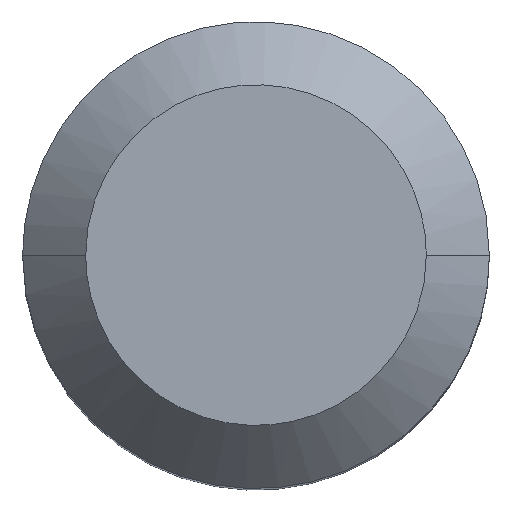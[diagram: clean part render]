
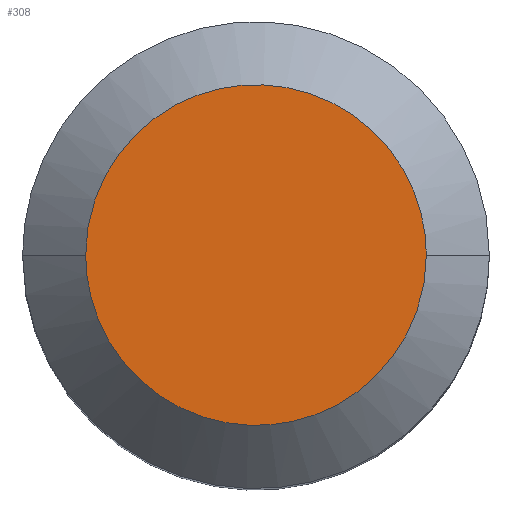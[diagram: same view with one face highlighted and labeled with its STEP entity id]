
A CAD part, top view. The second image highlights one B-rep face of the part: STEP entity #308.
In plain terms, the highlighted planar face has unit normal (0, 0, 1).
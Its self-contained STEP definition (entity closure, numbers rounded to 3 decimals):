
#22 = VERTEX_POINT('',#23);
#23 = CARTESIAN_POINT('',(421.3,195.,
    41.1));
#31 = ( BOUNDED_SURFACE() B_SPLINE_SURFACE(2,1,(
    (#32,#33)
    ,(#34,#35)
    ,(#36,#37)
    ,(#38,#39)
,(#40,#41
    )),.UNSPECIFIED.,.F.,.F.,.F.) B_SPLINE_SURFACE_WITH_KNOTS((3,2,3),(2
    ,2),(0.,1.571,3.142),(0.,5.926),
.UNSPECIFIED.) GEOMETRIC_REPRESENTATION_ITEM() RATIONAL_B_SPLINE_SURFACE
((
    (1.,1.)
    ,(0.707,0.707)
    ,(1.,1.)
    ,(0.707,0.707)
,(1.,1.))) REPRESENTATION_ITEM('') SURFACE() );
#32 = CARTESIAN_POINT('',(424.,195.,
    43.8));
#33 = CARTESIAN_POINT('',(428.19,195.,
    39.61));
#34 = CARTESIAN_POINT('',(424.,195.,
    43.8));
#35 = CARTESIAN_POINT('',(428.19,190.81,
    39.61));
#36 = CARTESIAN_POINT('',(424.,195.,
    43.8));
#37 = CARTESIAN_POINT('',(424.,190.81,
    39.61));
#38 = CARTESIAN_POINT('',(424.,195.,
    43.8));
#39 = CARTESIAN_POINT('',(419.81,190.81,
    39.61));
#40 = CARTESIAN_POINT('',(424.,195.,
    43.8));
#41 = CARTESIAN_POINT('',(419.81,195.,
    39.61));
#71 = ( BOUNDED_SURFACE() B_SPLINE_SURFACE(2,1,(
    (#72,#73)
    ,(#74,#75)
    ,(#76,#77)
    ,(#78,#79)
,(#80,#81
    )),.UNSPECIFIED.,.F.,.F.,.F.) B_SPLINE_SURFACE_WITH_KNOTS((3,2,3),(2
    ,2),(3.142,4.712,6.283),(0.,5.926)
,.PIECEWISE_BEZIER_KNOTS.) GEOMETRIC_REPRESENTATION_ITEM() 
RATIONAL_B_SPLINE_SURFACE((
    (1.,1.)
    ,(0.707,0.707)
    ,(1.,1.)
    ,(0.707,0.707)
,(1.,1.))) REPRESENTATION_ITEM('') SURFACE() );
#72 = CARTESIAN_POINT('',(424.,195.,
    43.8));
#73 = CARTESIAN_POINT('',(419.81,195.,
    39.61));
#74 = CARTESIAN_POINT('',(424.,195.,
    43.8));
#75 = CARTESIAN_POINT('',(419.81,199.19,
    39.61));
#76 = CARTESIAN_POINT('',(424.,195.,
    43.8));
#77 = CARTESIAN_POINT('',(424.,199.19,
    39.61));
#78 = CARTESIAN_POINT('',(424.,195.,
    43.8));
#79 = CARTESIAN_POINT('',(428.19,199.19,
    39.61));
#80 = CARTESIAN_POINT('',(424.,195.,
    43.8));
#81 = CARTESIAN_POINT('',(428.19,195.,
    39.61));
#192 = VERTEX_POINT('',#193);
#193 = CARTESIAN_POINT('',(426.7,195.,
    41.1));
#257 = EDGE_CURVE('',#192,#22,#258,.T.);
#258 = SURFACE_CURVE('',#259,(#265,#294),.PCURVE_S1.);
#259 = ( BOUNDED_CURVE() B_SPLINE_CURVE(2,(#260,#261,#262,#263,#264),
.UNSPECIFIED.,.F.,.F.) B_SPLINE_CURVE_WITH_KNOTS((3,2,3),(
    -16.965,-12.723,-8.482),.UNSPECIFIED.) 
CURVE() GEOMETRIC_REPRESENTATION_ITEM() RATIONAL_B_SPLINE_CURVE((1.,
0.707,1.,0.707,1.)) REPRESENTATION_ITEM('') );
#260 = CARTESIAN_POINT('',(426.7,195.,
    41.1));
#261 = CARTESIAN_POINT('',(426.7,192.3,
    41.1));
#262 = CARTESIAN_POINT('',(424.,192.3,
    41.1));
#263 = CARTESIAN_POINT('',(421.3,192.3,
    41.1));
#264 = CARTESIAN_POINT('',(421.3,195.,
    41.1));
#265 = PCURVE('',#31,#266);
#266 = DEFINITIONAL_REPRESENTATION('',(#267),#293);
#267 = B_SPLINE_CURVE_WITH_KNOTS('',3,(#268,#269,#270,#271,#272,#273,
    #274,#275,#276,#277,#278,#279,#280,#281,#282,#283,#284,#285,#286,
    #287,#288,#289,#290,#291,#292),.UNSPECIFIED.,.F.,.F.,(4,1,1,1,1,1,1,
    1,1,1,1,1,1,1,1,1,1,1,1,1,1,1,4),(-16.965,-16.579,
    -16.193,-15.808,-15.422,-15.037,
    -14.651,-14.266,-13.88,-13.495,
    -13.109,-12.723,-12.338,-11.952,
    -11.567,-11.181,-10.796,-10.41,
    -10.025,-9.639,-9.253,-8.868,
    -8.482),.QUASI_UNIFORM_KNOTS.);
#268 = CARTESIAN_POINT('',(0.,3.818));
#269 = CARTESIAN_POINT('',(0.048,3.818));
#270 = CARTESIAN_POINT('',(0.143,3.818));
#271 = CARTESIAN_POINT('',(0.286,3.818));
#272 = CARTESIAN_POINT('',(0.428,3.818));
#273 = CARTESIAN_POINT('',(0.571,3.818));
#274 = CARTESIAN_POINT('',(0.714,3.818));
#275 = CARTESIAN_POINT('',(0.857,3.818));
#276 = CARTESIAN_POINT('',(1.,3.818));
#277 = CARTESIAN_POINT('',(1.142,3.818));
#278 = CARTESIAN_POINT('',(1.285,3.818));
#279 = CARTESIAN_POINT('',(1.428,3.818));
#280 = CARTESIAN_POINT('',(1.571,3.818));
#281 = CARTESIAN_POINT('',(1.714,3.818));
#282 = CARTESIAN_POINT('',(1.856,3.818));
#283 = CARTESIAN_POINT('',(1.999,3.818));
#284 = CARTESIAN_POINT('',(2.142,3.818));
#285 = CARTESIAN_POINT('',(2.285,3.818));
#286 = CARTESIAN_POINT('',(2.428,3.818));
#287 = CARTESIAN_POINT('',(2.57,3.818));
#288 = CARTESIAN_POINT('',(2.713,3.818));
#289 = CARTESIAN_POINT('',(2.856,3.818));
#290 = CARTESIAN_POINT('',(2.999,3.818));
#291 = CARTESIAN_POINT('',(3.094,3.818));
#292 = CARTESIAN_POINT('',(3.142,3.818));
#293 = ( GEOMETRIC_REPRESENTATION_CONTEXT(2) 
PARAMETRIC_REPRESENTATION_CONTEXT() REPRESENTATION_CONTEXT('2D SPACE',''
  ) );
#294 = PCURVE('',#295,#300);
#295 = PLANE('',#296);
#296 = AXIS2_PLACEMENT_3D('',#297,#298,#299);
#297 = CARTESIAN_POINT('',(427.36,198.36,
    41.1));
#298 = DIRECTION('',(0.,0.,1.));
#299 = DIRECTION('',(-1.,0.,0.));
#300 = DEFINITIONAL_REPRESENTATION('',(#301),#307);
#301 = ( BOUNDED_CURVE() B_SPLINE_CURVE(2,(#302,#303,#304,#305,#306),
.UNSPECIFIED.,.F.,.F.) B_SPLINE_CURVE_WITH_KNOTS((3,2,3),(
    -16.965,-12.723,-8.482),.UNSPECIFIED.) 
CURVE() GEOMETRIC_REPRESENTATION_ITEM() RATIONAL_B_SPLINE_CURVE((1.,
0.707,1.,0.707,1.)) REPRESENTATION_ITEM('') );
#302 = CARTESIAN_POINT('',(0.66,3.36));
#303 = CARTESIAN_POINT('',(0.66,6.06));
#304 = CARTESIAN_POINT('',(3.36,6.06));
#305 = CARTESIAN_POINT('',(6.06,6.06));
#306 = CARTESIAN_POINT('',(6.06,3.36));
#307 = ( GEOMETRIC_REPRESENTATION_CONTEXT(2) 
PARAMETRIC_REPRESENTATION_CONTEXT() REPRESENTATION_CONTEXT('2D SPACE',''
  ) );
#308 = ADVANCED_FACE('',(#309),#295,.T.);
#309 = FACE_BOUND('',#310,.T.);
#310 = EDGE_LOOP('',(#311,#358));
#311 = ORIENTED_EDGE('',*,*,#312,.F.);
#312 = EDGE_CURVE('',#22,#192,#313,.T.);
#313 = SURFACE_CURVE('',#314,(#320,#329),.PCURVE_S1.);
#314 = ( BOUNDED_CURVE() B_SPLINE_CURVE(2,(#315,#316,#317,#318,#319),
.UNSPECIFIED.,.F.,.F.) B_SPLINE_CURVE_WITH_KNOTS((3,2,3),(
-8.482,-4.241,0.),.PIECEWISE_BEZIER_KNOTS.) CURVE() 
GEOMETRIC_REPRESENTATION_ITEM() RATIONAL_B_SPLINE_CURVE((1.,
0.707,1.,0.707,1.)) REPRESENTATION_ITEM('') );
#315 = CARTESIAN_POINT('',(421.3,195.,
    41.1));
#316 = CARTESIAN_POINT('',(421.3,197.7,
    41.1));
#317 = CARTESIAN_POINT('',(424.,197.7,
    41.1));
#318 = CARTESIAN_POINT('',(426.7,197.7,
    41.1));
#319 = CARTESIAN_POINT('',(426.7,195.,
    41.1));
#320 = PCURVE('',#295,#321);
#321 = DEFINITIONAL_REPRESENTATION('',(#322),#328);
#322 = ( BOUNDED_CURVE() B_SPLINE_CURVE(2,(#323,#324,#325,#326,#327),
.UNSPECIFIED.,.F.,.F.) B_SPLINE_CURVE_WITH_KNOTS((3,2,3),(
-8.482,-4.241,0.),.PIECEWISE_BEZIER_KNOTS.) CURVE() 
GEOMETRIC_REPRESENTATION_ITEM() RATIONAL_B_SPLINE_CURVE((1.,
0.707,1.,0.707,1.)) REPRESENTATION_ITEM('') );
#323 = CARTESIAN_POINT('',(6.06,3.36));
#324 = CARTESIAN_POINT('',(6.06,0.66));
#325 = CARTESIAN_POINT('',(3.36,0.66));
#326 = CARTESIAN_POINT('',(0.66,0.66));
#327 = CARTESIAN_POINT('',(0.66,3.36));
#328 = ( GEOMETRIC_REPRESENTATION_CONTEXT(2) 
PARAMETRIC_REPRESENTATION_CONTEXT() REPRESENTATION_CONTEXT('2D SPACE',''
  ) );
#329 = PCURVE('',#71,#330);
#330 = DEFINITIONAL_REPRESENTATION('',(#331),#357);
#331 = B_SPLINE_CURVE_WITH_KNOTS('',3,(#332,#333,#334,#335,#336,#337,
    #338,#339,#340,#341,#342,#343,#344,#345,#346,#347,#348,#349,#350,
    #351,#352,#353,#354,#355,#356),.UNSPECIFIED.,.F.,.F.,(4,1,1,1,1,1,1,
    1,1,1,1,1,1,1,1,1,1,1,1,1,1,1,4),(-8.482,-8.097,
    -7.711,-7.326,-6.94,-6.555,
    -6.169,-5.783,-5.398,-5.012,
    -4.627,-4.241,-3.856,-3.47,
    -3.084,-2.699,-2.313,-1.928,
    -1.542,-1.157,-0.771,-0.386,0.),
  .UNSPECIFIED.);
#332 = CARTESIAN_POINT('',(3.142,3.818));
#333 = CARTESIAN_POINT('',(3.189,3.818));
#334 = CARTESIAN_POINT('',(3.284,3.818));
#335 = CARTESIAN_POINT('',(3.427,3.818));
#336 = CARTESIAN_POINT('',(3.57,3.818));
#337 = CARTESIAN_POINT('',(3.713,3.818));
#338 = CARTESIAN_POINT('',(3.856,3.818));
#339 = CARTESIAN_POINT('',(3.998,3.818));
#340 = CARTESIAN_POINT('',(4.141,3.818));
#341 = CARTESIAN_POINT('',(4.284,3.818));
#342 = CARTESIAN_POINT('',(4.427,3.818));
#343 = CARTESIAN_POINT('',(4.57,3.818));
#344 = CARTESIAN_POINT('',(4.712,3.818));
#345 = CARTESIAN_POINT('',(4.855,3.818));
#346 = CARTESIAN_POINT('',(4.998,3.818));
#347 = CARTESIAN_POINT('',(5.141,3.818));
#348 = CARTESIAN_POINT('',(5.284,3.818));
#349 = CARTESIAN_POINT('',(5.426,3.818));
#350 = CARTESIAN_POINT('',(5.569,3.818));
#351 = CARTESIAN_POINT('',(5.712,3.818));
#352 = CARTESIAN_POINT('',(5.855,3.818));
#353 = CARTESIAN_POINT('',(5.998,3.818));
#354 = CARTESIAN_POINT('',(6.14,3.818));
#355 = CARTESIAN_POINT('',(6.236,3.818));
#356 = CARTESIAN_POINT('',(6.283,3.818));
#357 = ( GEOMETRIC_REPRESENTATION_CONTEXT(2) 
PARAMETRIC_REPRESENTATION_CONTEXT() REPRESENTATION_CONTEXT('2D SPACE',''
  ) );
#358 = ORIENTED_EDGE('',*,*,#257,.F.);
